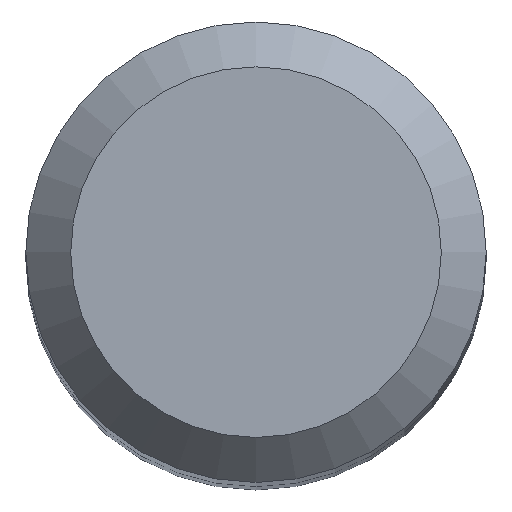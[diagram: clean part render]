
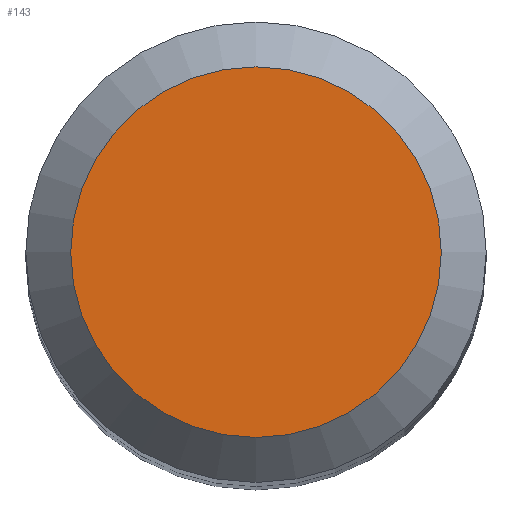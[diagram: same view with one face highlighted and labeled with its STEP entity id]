
A CAD part, top view. The second image highlights one B-rep face of the part: STEP entity #143.
In plain terms, the highlighted planar face has unit normal (0, 0, 1).
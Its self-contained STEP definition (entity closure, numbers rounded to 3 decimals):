
#12 = CIRCLE ( 'NONE', #182, 3.3 ) ;
#50 = FACE_OUTER_BOUND ( 'NONE', #152, .T. ) ;
#55 = EDGE_CURVE ( 'NONE', #190, #190, #12, .T. ) ;
#60 = DIRECTION ( 'NONE',  ( 0., 1., 0. ) ) ;
#71 = ORIENTED_EDGE ( 'NONE', *, *, #55, .F. ) ;
#75 = CARTESIAN_POINT ( 'NONE',  ( 0., 0., 79. ) ) ;
#88 = CARTESIAN_POINT ( 'NONE',  ( 0., 3.3, 79. ) ) ;
#89 = DIRECTION ( 'NONE',  ( 0., 0., -1. ) ) ;
#98 = DIRECTION ( 'NONE',  ( 0., 1., 0. ) ) ;
#138 = PLANE ( 'NONE',  #156 ) ;
#143 = ADVANCED_FACE ( 'NONE', ( #50 ), #138, .F. ) ;
#152 = EDGE_LOOP ( 'NONE', ( #71 ) ) ;
#156 = AXIS2_PLACEMENT_3D ( 'NONE', #75, #89, #60 ) ;
#182 = AXIS2_PLACEMENT_3D ( 'NONE', #201, #189, #98 ) ;
#189 = DIRECTION ( 'NONE',  ( 0., 0., -1. ) ) ;
#190 = VERTEX_POINT ( 'NONE', #88 ) ;
#201 = CARTESIAN_POINT ( 'NONE',  ( 0., 0., 79. ) ) ;
